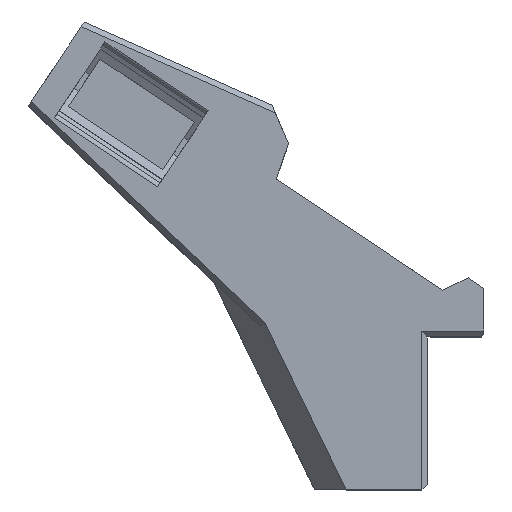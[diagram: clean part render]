
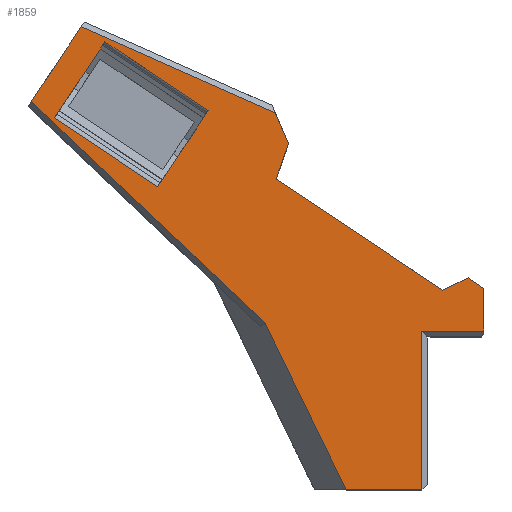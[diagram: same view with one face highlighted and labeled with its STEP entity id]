
A CAD part, top view. The second image highlights one B-rep face of the part: STEP entity #1859.
In plain terms, the highlighted planar face has unit normal (0, 0, 1).
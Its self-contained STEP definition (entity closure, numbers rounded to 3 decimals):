
#84=FACE_BOUND('',#238,.T.);
#130=FACE_OUTER_BOUND('',#237,.T.);
#237=EDGE_LOOP('',(#1280,#1281,#1282,#1283,#1284,#1285,#1286,#1287,#1288,
#1289,#1290,#1291,#1292));
#238=EDGE_LOOP('',(#1293,#1294,#1295,#1296));
#400=LINE('',#2703,#612);
#401=LINE('',#2705,#613);
#402=LINE('',#2707,#614);
#403=LINE('',#2709,#615);
#404=LINE('',#2711,#616);
#405=LINE('',#2713,#617);
#406=LINE('',#2715,#618);
#407=LINE('',#2717,#619);
#408=LINE('',#2719,#620);
#409=LINE('',#2721,#621);
#410=LINE('',#2723,#622);
#411=LINE('',#2725,#623);
#412=LINE('',#2726,#624);
#413=LINE('',#2729,#625);
#414=LINE('',#2731,#626);
#415=LINE('',#2733,#627);
#416=LINE('',#2734,#628);
#612=VECTOR('',#2164,1000.);
#613=VECTOR('',#2165,1000.);
#614=VECTOR('',#2166,1000.);
#615=VECTOR('',#2167,1000.);
#616=VECTOR('',#2168,1000.);
#617=VECTOR('',#2169,1000.);
#618=VECTOR('',#2170,1000.);
#619=VECTOR('',#2171,1000.);
#620=VECTOR('',#2172,1000.);
#621=VECTOR('',#2173,1000.);
#622=VECTOR('',#2174,1000.);
#623=VECTOR('',#2175,1000.);
#624=VECTOR('',#2176,1000.);
#625=VECTOR('',#2177,1000.);
#626=VECTOR('',#2178,1000.);
#627=VECTOR('',#2179,1000.);
#628=VECTOR('',#2180,1000.);
#827=VERTEX_POINT('',#2701);
#828=VERTEX_POINT('',#2702);
#829=VERTEX_POINT('',#2704);
#830=VERTEX_POINT('',#2706);
#831=VERTEX_POINT('',#2708);
#832=VERTEX_POINT('',#2710);
#833=VERTEX_POINT('',#2712);
#834=VERTEX_POINT('',#2714);
#835=VERTEX_POINT('',#2716);
#836=VERTEX_POINT('',#2718);
#837=VERTEX_POINT('',#2720);
#838=VERTEX_POINT('',#2722);
#839=VERTEX_POINT('',#2724);
#840=VERTEX_POINT('',#2727);
#841=VERTEX_POINT('',#2728);
#842=VERTEX_POINT('',#2730);
#843=VERTEX_POINT('',#2732);
#1008=EDGE_CURVE('',#827,#828,#400,.T.);
#1009=EDGE_CURVE('',#827,#829,#401,.T.);
#1010=EDGE_CURVE('',#829,#830,#402,.T.);
#1011=EDGE_CURVE('',#831,#830,#403,.T.);
#1012=EDGE_CURVE('',#832,#831,#404,.T.);
#1013=EDGE_CURVE('',#832,#833,#405,.F.);
#1014=EDGE_CURVE('',#834,#833,#406,.T.);
#1015=EDGE_CURVE('',#834,#835,#407,.F.);
#1016=EDGE_CURVE('',#835,#836,#408,.T.);
#1017=EDGE_CURVE('',#836,#837,#409,.T.);
#1018=EDGE_CURVE('',#838,#837,#410,.T.);
#1019=EDGE_CURVE('',#838,#839,#411,.T.);
#1020=EDGE_CURVE('',#839,#828,#412,.T.);
#1021=EDGE_CURVE('',#840,#841,#413,.T.);
#1022=EDGE_CURVE('',#840,#842,#414,.T.);
#1023=EDGE_CURVE('',#842,#843,#415,.T.);
#1024=EDGE_CURVE('',#841,#843,#416,.T.);
#1280=ORIENTED_EDGE('',*,*,#1008,.F.);
#1281=ORIENTED_EDGE('',*,*,#1009,.T.);
#1282=ORIENTED_EDGE('',*,*,#1010,.T.);
#1283=ORIENTED_EDGE('',*,*,#1011,.F.);
#1284=ORIENTED_EDGE('',*,*,#1012,.F.);
#1285=ORIENTED_EDGE('',*,*,#1013,.T.);
#1286=ORIENTED_EDGE('',*,*,#1014,.F.);
#1287=ORIENTED_EDGE('',*,*,#1015,.T.);
#1288=ORIENTED_EDGE('',*,*,#1016,.T.);
#1289=ORIENTED_EDGE('',*,*,#1017,.T.);
#1290=ORIENTED_EDGE('',*,*,#1018,.F.);
#1291=ORIENTED_EDGE('',*,*,#1019,.T.);
#1292=ORIENTED_EDGE('',*,*,#1020,.T.);
#1293=ORIENTED_EDGE('',*,*,#1021,.F.);
#1294=ORIENTED_EDGE('',*,*,#1022,.T.);
#1295=ORIENTED_EDGE('',*,*,#1023,.T.);
#1296=ORIENTED_EDGE('',*,*,#1024,.F.);
#1780=PLANE('',#1982);
#1859=ADVANCED_FACE('',(#130,#84),#1780,.T.);
#1982=AXIS2_PLACEMENT_3D('',#2700,#2162,#2163);
#2162=DIRECTION('center_axis',(0.,0.,1.));
#2163=DIRECTION('ref_axis',(1.,0.,0.));
#2164=DIRECTION('',(-1.,0.,0.));
#2165=DIRECTION('',(0.,1.,0.));
#2166=DIRECTION('',(1.,0.,0.));
#2167=DIRECTION('',(0.,-1.,0.));
#2168=DIRECTION('',(0.832,-0.555,0.));
#2169=DIRECTION('',(0.904,0.428,0.));
#2170=DIRECTION('',(0.832,-0.555,0.));
#2171=DIRECTION('',(-0.33,-0.944,0.));
#2172=DIRECTION('',(-0.397,0.918,0.));
#2173=DIRECTION('',(-0.914,0.406,0.));
#2174=DIRECTION('',(0.555,0.832,0.));
#2175=DIRECTION('',(0.726,-0.687,0.));
#2176=DIRECTION('',(0.437,-0.899,0.));
#2177=DIRECTION('',(-0.832,0.555,0.));
#2178=DIRECTION('',(-0.555,-0.832,0.));
#2179=DIRECTION('',(-0.832,0.555,0.));
#2180=DIRECTION('',(-0.555,-0.832,0.));
#2700=CARTESIAN_POINT('Origin',(151.75,216.8,268.699));
#2701=CARTESIAN_POINT('',(256.,-4.95,268.699));
#2702=CARTESIAN_POINT('',(242.559,-4.95,268.699));
#2703=CARTESIAN_POINT('',(247.,-4.95,268.699));
#2704=CARTESIAN_POINT('',(256.,23.15,268.699));
#2705=CARTESIAN_POINT('',(256.,216.8,268.699));
#2706=CARTESIAN_POINT('',(267.,23.15,268.699));
#2707=CARTESIAN_POINT('',(151.75,23.15,268.699));
#2708=CARTESIAN_POINT('',(267.,30.7,268.699));
#2709=CARTESIAN_POINT('',(267.,26.375,268.699));
#2710=CARTESIAN_POINT('',(264.21,32.56,268.699));
#2711=CARTESIAN_POINT('',(264.357,32.462,268.699));
#2712=CARTESIAN_POINT('',(259.655,30.402,268.699));
#2713=CARTESIAN_POINT('',(243.638,22.815,268.699));
#2714=CARTESIAN_POINT('',(230.158,50.067,268.699));
#2715=CARTESIAN_POINT('',(245.172,40.058,268.699));
#2716=CARTESIAN_POINT('',(232.365,56.382,268.699));
#2717=CARTESIAN_POINT('',(273.55,174.237,268.699));
#2718=CARTESIAN_POINT('',(230.031,61.778,268.699));
#2719=CARTESIAN_POINT('',(161.209,220.891,268.699));
#2720=CARTESIAN_POINT('',(195.617,77.069,268.699));
#2721=CARTESIAN_POINT('',(107.133,116.386,268.699));
#2722=CARTESIAN_POINT('',(186.758,63.781,268.699));
#2723=CARTESIAN_POINT('',(191.187,70.425,268.699));
#2724=CARTESIAN_POINT('',(228.235,24.526,268.699));
#2725=CARTESIAN_POINT('',(230.161,22.703,268.699));
#2726=CARTESIAN_POINT('',(241.497,-2.765,268.699));
#2727=CARTESIAN_POINT('',(218.139,62.178,268.699));
#2728=CARTESIAN_POINT('',(199.834,74.382,268.699));
#2729=CARTESIAN_POINT('',(218.139,62.178,268.699));
#2730=CARTESIAN_POINT('',(209.166,48.718,268.699));
#2731=CARTESIAN_POINT('',(213.653,55.448,268.699));
#2732=CARTESIAN_POINT('',(190.861,60.922,268.699));
#2733=CARTESIAN_POINT('',(209.166,48.718,268.699));
#2734=CARTESIAN_POINT('',(195.347,67.652,268.699));
